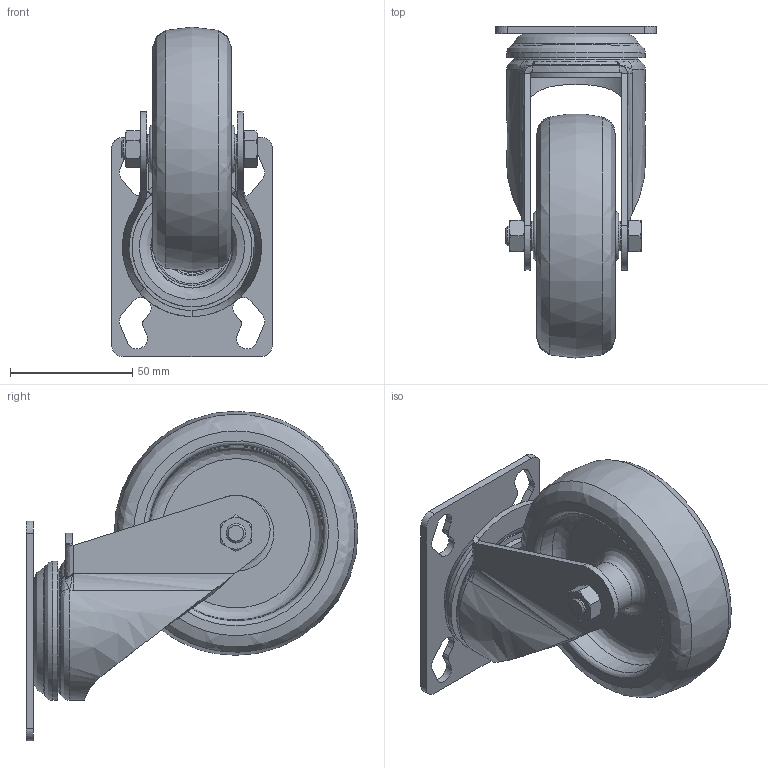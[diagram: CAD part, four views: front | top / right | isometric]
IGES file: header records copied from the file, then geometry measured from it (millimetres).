
Global section: file name: 509902; native system: Autodesk Inventor 2021; preprocessor: unknown; author: Špaček,,; organization: 11; date: 20220830.162738; units: millimetre
Bounding box: 66 x 136 x 135 mm (x, y, z)
Volume: 212217.5 mm3; surface area: 68194.4 mm2
Topology: 3 solids, 3 shells, 228 faces, 605 edges, 400 vertices
Faces by surface type: bspline 228
